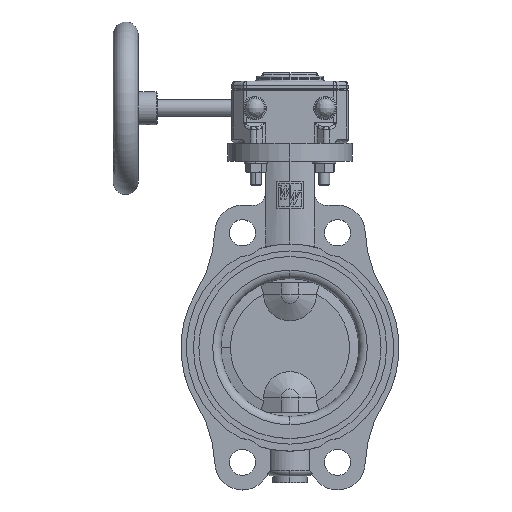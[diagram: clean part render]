
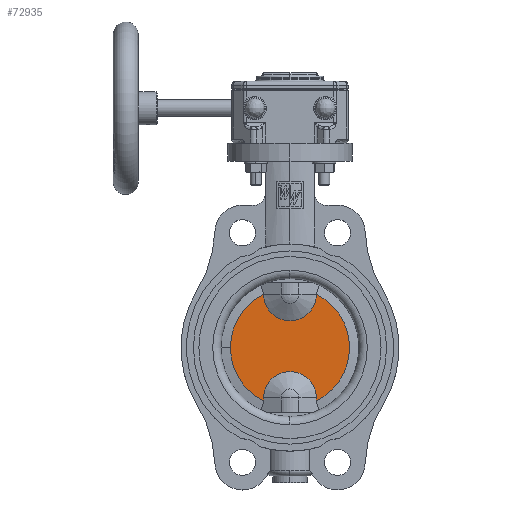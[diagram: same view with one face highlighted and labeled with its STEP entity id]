
A CAD part, top view. The second image highlights one B-rep face of the part: STEP entity #72935.
In plain terms, the highlighted planar face has unit normal (0, 0, 1).
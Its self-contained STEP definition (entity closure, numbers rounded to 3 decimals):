
#112 = DIRECTION ( 'NONE',  ( 0., 1., 0. ) ) ;
#504 = CIRCLE ( 'NONE', #72892, 43.142 ) ;
#856 = AXIS2_PLACEMENT_3D ( 'NONE', #21884, #35888, #22194 ) ;
#1060 = ORIENTED_EDGE ( 'NONE', *, *, #69227, .T. ) ;
#1876 = VERTEX_POINT ( 'NONE', #39458 ) ;
#3685 = CARTESIAN_POINT ( 'NONE',  ( 0., -36.5, 4. ) ) ;
#6332 = ORIENTED_EDGE ( 'NONE', *, *, #81184, .T. ) ;
#6390 = AXIS2_PLACEMENT_3D ( 'NONE', #73388, #51481, #52105 ) ;
#7450 = DIRECTION ( 'NONE',  ( 0., 0., 1. ) ) ;
#8990 = DIRECTION ( 'NONE',  ( 0., 0., -1. ) ) ;
#9620 = PLANE ( 'NONE',  #69416 ) ;
#11318 = DIRECTION ( 'NONE',  ( 0., 0., 1. ) ) ;
#11560 = CIRCLE ( 'NONE', #6390, 43.142 ) ;
#12186 = CARTESIAN_POINT ( 'NONE',  ( -19.072, 38.698, 4. ) ) ;
#13481 = DIRECTION ( 'NONE',  ( 0., 1., 0. ) ) ;
#15006 = DIRECTION ( 'NONE',  ( 0., 0., 1. ) ) ;
#16003 = VERTEX_POINT ( 'NONE', #93845 ) ;
#16189 = FACE_OUTER_BOUND ( 'NONE', #16538, .T. ) ;
#16538 = EDGE_LOOP ( 'NONE', ( #57988, #42502, #87993, #77728, #1060, #93549, #6332, #53986, #52953 ) ) ;
#21884 = CARTESIAN_POINT ( 'NONE',  ( 0., 38.5, 4. ) ) ;
#21973 = CARTESIAN_POINT ( 'NONE',  ( 0., 0., 4. ) ) ;
#22194 = DIRECTION ( 'NONE',  ( -1., 0., 0. ) ) ;
#29616 = CARTESIAN_POINT ( 'NONE',  ( 19.072, 0., 4. ) ) ;
#30071 = VECTOR ( 'NONE', #112, 1000. ) ;
#31117 = VERTEX_POINT ( 'NONE', #56681 ) ;
#31170 = VERTEX_POINT ( 'NONE', #49383 ) ;
#34566 = VECTOR ( 'NONE', #78463, 1000. ) ;
#34702 = CARTESIAN_POINT ( 'NONE',  ( 19.072, 38.5, 4. ) ) ;
#35888 = DIRECTION ( 'NONE',  ( 0., 0., 1. ) ) ;
#36520 = VERTEX_POINT ( 'NONE', #82610 ) ;
#37470 = VERTEX_POINT ( 'NONE', #81290 ) ;
#39115 = CIRCLE ( 'NONE', #90015, 19.072 ) ;
#39458 = CARTESIAN_POINT ( 'NONE',  ( -19.072, -36.5, 4. ) ) ;
#40194 = DIRECTION ( 'NONE',  ( 0., 1., 0. ) ) ;
#42502 = ORIENTED_EDGE ( 'NONE', *, *, #49543, .T. ) ;
#45300 = CARTESIAN_POINT ( 'NONE',  ( 19.072, -36.5, 4. ) ) ;
#45780 = EDGE_CURVE ( 'NONE', #36520, #1876, #70243, .T. ) ;
#46413 = VERTEX_POINT ( 'NONE', #45300 ) ;
#47814 = EDGE_CURVE ( 'NONE', #91981, #31117, #82389, .T. ) ;
#47840 = EDGE_CURVE ( 'NONE', #61181, #31170, #92551, .T. ) ;
#49383 = CARTESIAN_POINT ( 'NONE',  ( -43.142, 0., 4. ) ) ;
#49543 = EDGE_CURVE ( 'NONE', #16003, #31117, #11560, .T. ) ;
#50339 = CARTESIAN_POINT ( 'NONE',  ( 0., 0., 4. ) ) ;
#51481 = DIRECTION ( 'NONE',  ( 0., 0., 1. ) ) ;
#52105 = DIRECTION ( 'NONE',  ( 1., 0., 0. ) ) ;
#52953 = ORIENTED_EDGE ( 'NONE', *, *, #94109, .F. ) ;
#53986 = ORIENTED_EDGE ( 'NONE', *, *, #45780, .T. ) ;
#56681 = CARTESIAN_POINT ( 'NONE',  ( 19.072, 38.698, 4. ) ) ;
#57988 = ORIENTED_EDGE ( 'NONE', *, *, #66645, .F. ) ;
#60041 = DIRECTION ( 'NONE',  ( -1., 0., 0. ) ) ;
#61181 = VERTEX_POINT ( 'NONE', #12186 ) ;
#65519 = CIRCLE ( 'NONE', #856, 19.072 ) ;
#65829 = DIRECTION ( 'NONE',  ( 1., 0., 0. ) ) ;
#66645 = EDGE_CURVE ( 'NONE', #16003, #46413, #77796, .T. ) ;
#68466 = CARTESIAN_POINT ( 'NONE',  ( -19.072, 0., 4. ) ) ;
#69227 = EDGE_CURVE ( 'NONE', #37470, #61181, #77730, .T. ) ;
#69416 = AXIS2_PLACEMENT_3D ( 'NONE', #88636, #8990, #60041 ) ;
#70054 = AXIS2_PLACEMENT_3D ( 'NONE', #21973, #15006, #65829 ) ;
#70243 = LINE ( 'NONE', #77974, #82703 ) ;
#71918 = DIRECTION ( 'NONE',  ( 1., 0., 0. ) ) ;
#72892 = AXIS2_PLACEMENT_3D ( 'NONE', #50339, #7450, #71918 ) ;
#72935 = ADVANCED_FACE ( 'NONE', ( #16189 ), #9620, .F. ) ;
#73388 = CARTESIAN_POINT ( 'NONE',  ( 0., 0., 4. ) ) ;
#75786 = DIRECTION ( 'NONE',  ( -1., 0., 0. ) ) ;
#77728 = ORIENTED_EDGE ( 'NONE', *, *, #93469, .F. ) ;
#77730 = LINE ( 'NONE', #68466, #90158 ) ;
#77796 = LINE ( 'NONE', #83223, #34566 ) ;
#77974 = CARTESIAN_POINT ( 'NONE',  ( -19.072, 0., 4. ) ) ;
#78463 = DIRECTION ( 'NONE',  ( 0., 1., 0. ) ) ;
#81184 = EDGE_CURVE ( 'NONE', #31170, #36520, #504, .T. ) ;
#81290 = CARTESIAN_POINT ( 'NONE',  ( -19.072, 38.5, 4. ) ) ;
#82389 = LINE ( 'NONE', #29616, #30071 ) ;
#82610 = CARTESIAN_POINT ( 'NONE',  ( -19.072, -38.698, 4. ) ) ;
#82703 = VECTOR ( 'NONE', #13481, 1000. ) ;
#83223 = CARTESIAN_POINT ( 'NONE',  ( 19.072, 0., 4. ) ) ;
#87993 = ORIENTED_EDGE ( 'NONE', *, *, #47814, .F. ) ;
#88636 = CARTESIAN_POINT ( 'NONE',  ( -43.142, 0., 4. ) ) ;
#90015 = AXIS2_PLACEMENT_3D ( 'NONE', #3685, #11318, #75786 ) ;
#90158 = VECTOR ( 'NONE', #40194, 1000. ) ;
#91981 = VERTEX_POINT ( 'NONE', #34702 ) ;
#92551 = CIRCLE ( 'NONE', #70054, 43.142 ) ;
#93469 = EDGE_CURVE ( 'NONE', #37470, #91981, #65519, .T. ) ;
#93549 = ORIENTED_EDGE ( 'NONE', *, *, #47840, .T. ) ;
#93845 = CARTESIAN_POINT ( 'NONE',  ( 19.072, -38.698, 4. ) ) ;
#94109 = EDGE_CURVE ( 'NONE', #46413, #1876, #39115, .T. ) ;
